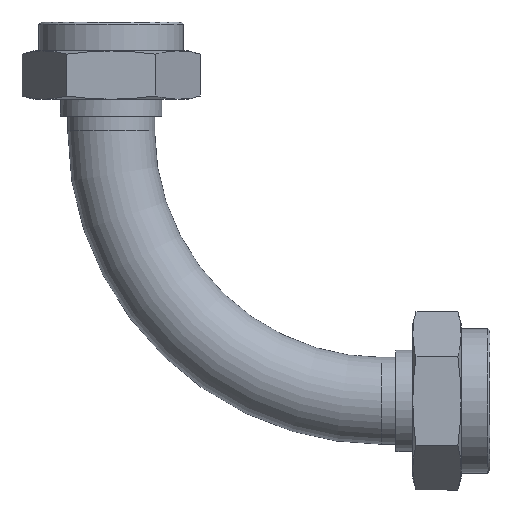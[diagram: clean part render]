
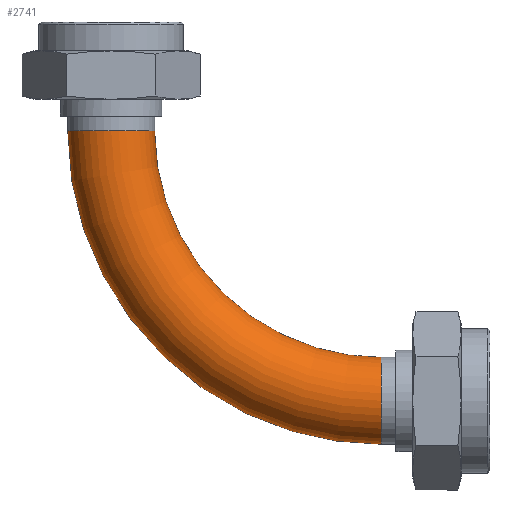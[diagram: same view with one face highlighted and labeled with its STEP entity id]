
A CAD part, front view. The second image highlights one B-rep face of the part: STEP entity #2741.
In plain terms, the highlighted toroidal (fillet/blend) face has major radius 56 mm and minor radius 9 mm.
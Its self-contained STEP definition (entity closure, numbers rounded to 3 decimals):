
#2710=CARTESIAN_POINT('',(56.0,0.,-59.));
#2711=VERTEX_POINT('',#2710);
#2712=CARTESIAN_POINT('',(56.0,0.0,-68.0));
#2713=DIRECTION('',(-1.0,0.0,0.0));
#2714=DIRECTION('',(0.0,0.0,-1.0));
#2715=AXIS2_PLACEMENT_3D('',#2712,#2713,#2714);
#2716=CIRCLE('',#2715,9.0);
#2717=EDGE_CURVE('',#2711,#2711,#2716,.T.);
#2722=CARTESIAN_POINT('',(56.,0.0,-12.));
#2723=DIRECTION('',(0.0,-1.0,0.0));
#2724=DIRECTION('',(0.0,0.0,-1.0));
#2725=AXIS2_PLACEMENT_3D('',#2722,#2723,#2724);
#2726=TOROIDAL_SURFACE('',#2725,56.,9.0);
#2727=ORIENTED_EDGE('',*,*,#2717,.T.);
#2728=EDGE_LOOP('',(#2727));
#2729=FACE_OUTER_BOUND('',#2728,.T.);
#2730=CARTESIAN_POINT('',(9.0,0.,-12.));
#2731=VERTEX_POINT('',#2730);
#2732=CARTESIAN_POINT('',(0.0,0.0,-12.));
#2733=DIRECTION('',(0.0,0.0,1.0));
#2734=DIRECTION('',(-1.0,0.0,0.0));
#2735=AXIS2_PLACEMENT_3D('',#2732,#2733,#2734);
#2736=CIRCLE('',#2735,9.0);
#2737=EDGE_CURVE('',#2731,#2731,#2736,.T.);
#2738=ORIENTED_EDGE('',*,*,#2737,.F.);
#2739=EDGE_LOOP('',(#2738));
#2740=FACE_BOUND('',#2739,.T.);
#2741=ADVANCED_FACE('',(#2729,#2740),#2726,.T.);
